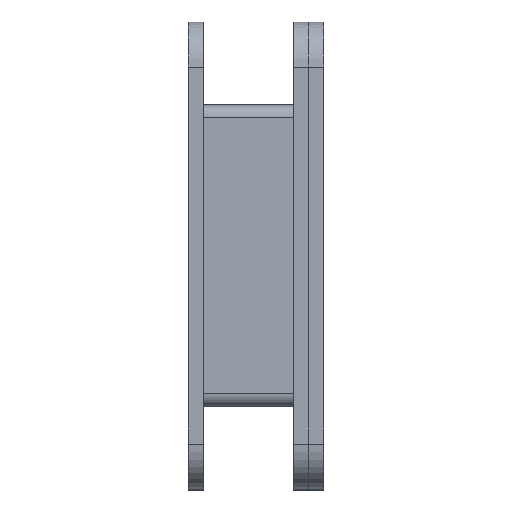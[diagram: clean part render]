
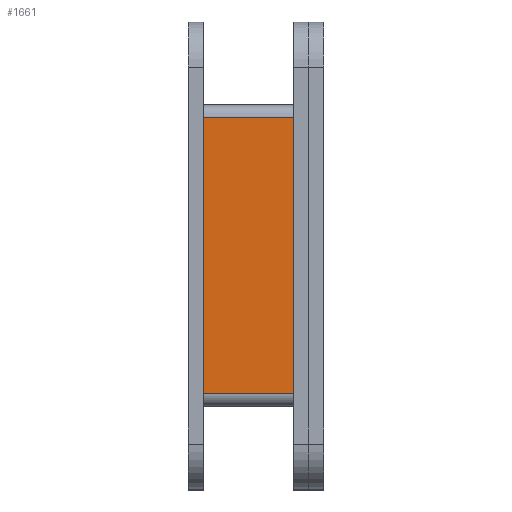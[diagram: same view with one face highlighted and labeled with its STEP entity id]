
A CAD part, top view. The second image highlights one B-rep face of the part: STEP entity #1661.
In plain terms, the highlighted planar face has unit normal (0, 0, 1).
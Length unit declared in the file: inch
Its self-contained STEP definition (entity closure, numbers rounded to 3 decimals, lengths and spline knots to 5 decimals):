
#2 = DIRECTION ( 'NONE',  ( 0., 1., 0. ) ) ;
#33 = DIRECTION ( 'NONE',  ( 1., 0., 0. ) ) ;
#102 = VERTEX_POINT ( 'NONE', #1909 ) ;
#124 = VERTEX_POINT ( 'NONE', #2693 ) ;
#153 = VERTEX_POINT ( 'NONE', #1207 ) ;
#177 = ORIENTED_EDGE ( 'NONE', *, *, #736, .F. ) ;
#213 = EDGE_CURVE ( 'NONE', #124, #153, #2512, .T. ) ;
#458 = CARTESIAN_POINT ( 'NONE',  ( -0.375, -1.142, 1.25 ) ) ;
#463 = CARTESIAN_POINT ( 'NONE',  ( -0.375, 1.25, 1.25 ) ) ;
#487 = CARTESIAN_POINT ( 'NONE',  ( 0.375, 1.142, 1.25 ) ) ;
#521 = VERTEX_POINT ( 'NONE', #487 ) ;
#641 = DIRECTION ( 'NONE',  ( 0., 0., -1. ) ) ;
#736 = EDGE_CURVE ( 'NONE', #153, #521, #1061, .T. ) ;
#908 = ORIENTED_EDGE ( 'NONE', *, *, #2360, .F. ) ;
#920 = PLANE ( 'NONE',  #2537 ) ;
#1061 = LINE ( 'NONE', #1270, #2894 ) ;
#1207 = CARTESIAN_POINT ( 'NONE',  ( -0.375, 1.142, 1.25 ) ) ;
#1270 = CARTESIAN_POINT ( 'NONE',  ( -0.375, 1.142, 1.25 ) ) ;
#1279 = VECTOR ( 'NONE', #2442, 39.37008 ) ;
#1478 = CARTESIAN_POINT ( 'NONE',  ( 0.375, 1.177, 1.25 ) ) ;
#1661 = ADVANCED_FACE ( 'NONE', ( #2642 ), #920, .F. ) ;
#1715 = DIRECTION ( 'NONE',  ( -1., 0., 0. ) ) ;
#1723 = EDGE_LOOP ( 'NONE', ( #177, #1797, #908, #3180 ) ) ;
#1797 = ORIENTED_EDGE ( 'NONE', *, *, #213, .F. ) ;
#1909 = CARTESIAN_POINT ( 'NONE',  ( 0.375, -1.142, 1.25 ) ) ;
#1952 = VECTOR ( 'NONE', #2, 39.37008 ) ;
#1967 = LINE ( 'NONE', #458, #3068 ) ;
#2199 = DIRECTION ( 'NONE',  ( 0., 1., 0. ) ) ;
#2255 = LINE ( 'NONE', #1478, #1279 ) ;
#2360 = EDGE_CURVE ( 'NONE', #102, #124, #1967, .T. ) ;
#2401 = CARTESIAN_POINT ( 'NONE',  ( -0.375, -1.25, 1.25 ) ) ;
#2442 = DIRECTION ( 'NONE',  ( 0., 1., 0. ) ) ;
#2512 = LINE ( 'NONE', #463, #1952 ) ;
#2537 = AXIS2_PLACEMENT_3D ( 'NONE', #2401, #641, #2199 ) ;
#2642 = FACE_OUTER_BOUND ( 'NONE', #1723, .T. ) ;
#2693 = CARTESIAN_POINT ( 'NONE',  ( -0.375, -1.142, 1.25 ) ) ;
#2841 = EDGE_CURVE ( 'NONE', #102, #521, #2255, .T. ) ;
#2894 = VECTOR ( 'NONE', #33, 39.37008 ) ;
#3068 = VECTOR ( 'NONE', #1715, 39.37008 ) ;
#3180 = ORIENTED_EDGE ( 'NONE', *, *, #2841, .T. ) ;
